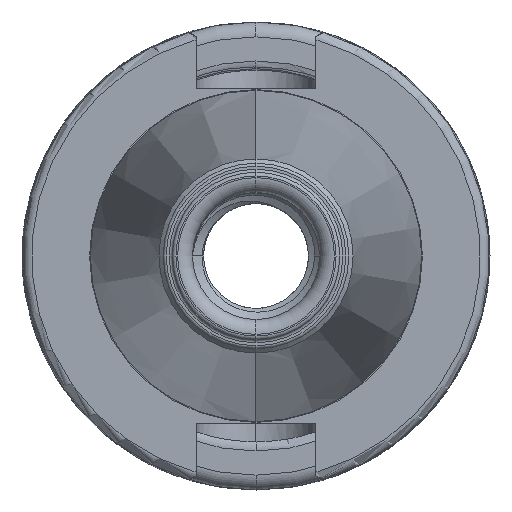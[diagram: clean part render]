
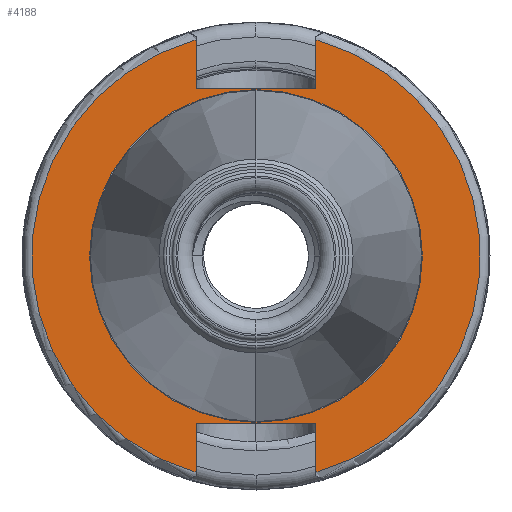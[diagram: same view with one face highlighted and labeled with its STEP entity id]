
A CAD part, left-side view. The second image highlights one B-rep face of the part: STEP entity #4188.
In plain terms, the highlighted planar face has unit normal (-1, 0, 0).
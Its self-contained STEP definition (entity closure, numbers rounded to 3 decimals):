
#3482 = DIRECTION ( 'NONE',  ( -1., 0., 0. ) ) ;
#3492 = CARTESIAN_POINT ( 'NONE',  ( -5., 0., 0. ) ) ;
#3495 = DIRECTION ( 'NONE',  ( 0., 0., 1. ) ) ;
#4188 = ADVANCED_FACE ( 'NONE', ( #17341, #17297 ), #9992, .F. ) ;
#5024 = CARTESIAN_POINT ( 'NONE',  ( -5., 0., -22.398 ) ) ;
#5579 = CARTESIAN_POINT ( 'NONE',  ( -5., 8.075, 29.1 ) ) ;
#5585 = CARTESIAN_POINT ( 'NONE',  ( -5., -8.075, -29.1 ) ) ;
#5587 = CARTESIAN_POINT ( 'NONE',  ( -5., -8.075, 29.1 ) ) ;
#5591 = CARTESIAN_POINT ( 'NONE',  ( -5., -8.075, -22.5 ) ) ;
#5663 = CARTESIAN_POINT ( 'NONE',  ( -5., -8.075, 22.5 ) ) ;
#5667 = CARTESIAN_POINT ( 'NONE',  ( -5., 8.075, -22.5 ) ) ;
#5718 = CARTESIAN_POINT ( 'NONE',  ( -5., 8.075, -29.1 ) ) ;
#5735 = CARTESIAN_POINT ( 'NONE',  ( -5., 0., 22.398 ) ) ;
#5738 = CARTESIAN_POINT ( 'NONE',  ( -5., 8.075, 22.5 ) ) ;
#6169 = AXIS2_PLACEMENT_3D ( 'NONE', #14317, #14302, #14282 ) ;
#6177 = AXIS2_PLACEMENT_3D ( 'NONE', #14337, #14370, #14344 ) ;
#6188 = AXIS2_PLACEMENT_3D ( 'NONE', #14028, #14035, #14104 ) ;
#6540 = AXIS2_PLACEMENT_3D ( 'NONE', #3492, #3482, #3495 ) ;
#6700 = EDGE_CURVE ( 'NONE', #19817, #20547, #15752, .T. ) ;
#7010 = AXIS2_PLACEMENT_3D ( 'NONE', #9964, #9982, #9967 ) ;
#7334 = VECTOR ( 'NONE', #14341, 1000. ) ;
#7337 = VECTOR ( 'NONE', #10940, 1000. ) ;
#7338 = VECTOR ( 'NONE', #14564, 1000. ) ;
#7343 = LINE ( 'NONE', #14552, #7338 ) ;
#7347 = CIRCLE ( 'NONE', #6169, 30.2 ) ;
#7354 = LINE ( 'NONE', #10933, #7337 ) ;
#7357 = CIRCLE ( 'NONE', #6177, 30.2 ) ;
#7364 = LINE ( 'NONE', #14304, #7334 ) ;
#7371 = VECTOR ( 'NONE', #14081, 1000. ) ;
#7380 = CIRCLE ( 'NONE', #6188, 22.398 ) ;
#7398 = LINE ( 'NONE', #13521, #7417 ) ;
#7400 = VECTOR ( 'NONE', #13569, 1000. ) ;
#7406 = LINE ( 'NONE', #14074, #7371 ) ;
#7417 = VECTOR ( 'NONE', #13508, 1000. ) ;
#7421 = LINE ( 'NONE', #13522, #7400 ) ;
#9357 = EDGE_CURVE ( 'NONE', #20372, #20374, #7354, .T. ) ;
#9362 = EDGE_CURVE ( 'NONE', #20353, #20406, #7347, .T. ) ;
#9367 = EDGE_CURVE ( 'NONE', #20373, #20363, #7364, .T. ) ;
#9371 = EDGE_CURVE ( 'NONE', #20372, #20373, #7357, .T. ) ;
#9398 = EDGE_CURVE ( 'NONE', #20406, #20351, #7343, .T. ) ;
#9417 = EDGE_CURVE ( 'NONE', #20351, #20374, #7398, .T. ) ;
#9428 = EDGE_CURVE ( 'NONE', #20402, #20363, #7421, .T. ) ;
#9442 = EDGE_CURVE ( 'NONE', #20547, #19817, #7380, .T. ) ;
#9445 = EDGE_CURVE ( 'NONE', #20353, #20402, #7406, .T. ) ;
#9964 = CARTESIAN_POINT ( 'NONE',  ( -5., 22.398, 0. ) ) ;
#9967 = DIRECTION ( 'NONE',  ( 0., 0., -1. ) ) ;
#9982 = DIRECTION ( 'NONE',  ( 1., 0., 0. ) ) ;
#9992 = PLANE ( 'NONE',  #7010 ) ;
#10933 = CARTESIAN_POINT ( 'NONE',  ( -5., -8.075, -31.4 ) ) ;
#10940 = DIRECTION ( 'NONE',  ( 0., 0., 1. ) ) ;
#13508 = DIRECTION ( 'NONE',  ( 0., -1., 0. ) ) ;
#13521 = CARTESIAN_POINT ( 'NONE',  ( -5., -8.075, -22.5 ) ) ;
#13522 = CARTESIAN_POINT ( 'NONE',  ( -5., -8.075, 22.5 ) ) ;
#13569 = DIRECTION ( 'NONE',  ( 0., -1., 0. ) ) ;
#14028 = CARTESIAN_POINT ( 'NONE',  ( -5., 0., 0. ) ) ;
#14035 = DIRECTION ( 'NONE',  ( -1., 0., 0. ) ) ;
#14074 = CARTESIAN_POINT ( 'NONE',  ( -5., 8.075, 31.4 ) ) ;
#14081 = DIRECTION ( 'NONE',  ( 0., 0., -1. ) ) ;
#14104 = DIRECTION ( 'NONE',  ( 0., 0., 1. ) ) ;
#14282 = DIRECTION ( 'NONE',  ( 0., 0., 1. ) ) ;
#14302 = DIRECTION ( 'NONE',  ( -1., 0., 0. ) ) ;
#14304 = CARTESIAN_POINT ( 'NONE',  ( -5., -8.075, 31.4 ) ) ;
#14317 = CARTESIAN_POINT ( 'NONE',  ( -5., 0., 0. ) ) ;
#14337 = CARTESIAN_POINT ( 'NONE',  ( -5., 0., 0. ) ) ;
#14341 = DIRECTION ( 'NONE',  ( 0., 0., -1. ) ) ;
#14344 = DIRECTION ( 'NONE',  ( 0., 0., 1. ) ) ;
#14370 = DIRECTION ( 'NONE',  ( -1., 0., 0. ) ) ;
#14552 = CARTESIAN_POINT ( 'NONE',  ( -5., 8.075, -31.4 ) ) ;
#14564 = DIRECTION ( 'NONE',  ( 0., 0., 1. ) ) ;
#15752 = CIRCLE ( 'NONE', #6540, 22.398 ) ;
#16206 = EDGE_LOOP ( 'NONE', ( #20440, #20450, #20448, #20423, #20414, #20457, #20465, #20424 ) ) ;
#16212 = EDGE_LOOP ( 'NONE', ( #20458, #20431 ) ) ;
#17297 = FACE_BOUND ( 'NONE', #16212, .T. ) ;
#17341 = FACE_OUTER_BOUND ( 'NONE', #16206, .T. ) ;
#19817 = VERTEX_POINT ( 'NONE', #5024 ) ;
#20351 = VERTEX_POINT ( 'NONE', #5667 ) ;
#20353 = VERTEX_POINT ( 'NONE', #5579 ) ;
#20363 = VERTEX_POINT ( 'NONE', #5663 ) ;
#20372 = VERTEX_POINT ( 'NONE', #5585 ) ;
#20373 = VERTEX_POINT ( 'NONE', #5587 ) ;
#20374 = VERTEX_POINT ( 'NONE', #5591 ) ;
#20402 = VERTEX_POINT ( 'NONE', #5738 ) ;
#20406 = VERTEX_POINT ( 'NONE', #5718 ) ;
#20414 = ORIENTED_EDGE ( 'NONE', *, *, #9371, .T. ) ;
#20423 = ORIENTED_EDGE ( 'NONE', *, *, #9357, .F. ) ;
#20424 = ORIENTED_EDGE ( 'NONE', *, *, #9445, .F. ) ;
#20431 = ORIENTED_EDGE ( 'NONE', *, *, #6700, .F. ) ;
#20440 = ORIENTED_EDGE ( 'NONE', *, *, #9362, .T. ) ;
#20448 = ORIENTED_EDGE ( 'NONE', *, *, #9417, .T. ) ;
#20450 = ORIENTED_EDGE ( 'NONE', *, *, #9398, .T. ) ;
#20457 = ORIENTED_EDGE ( 'NONE', *, *, #9367, .T. ) ;
#20458 = ORIENTED_EDGE ( 'NONE', *, *, #9442, .F. ) ;
#20465 = ORIENTED_EDGE ( 'NONE', *, *, #9428, .F. ) ;
#20547 = VERTEX_POINT ( 'NONE', #5735 ) ;
